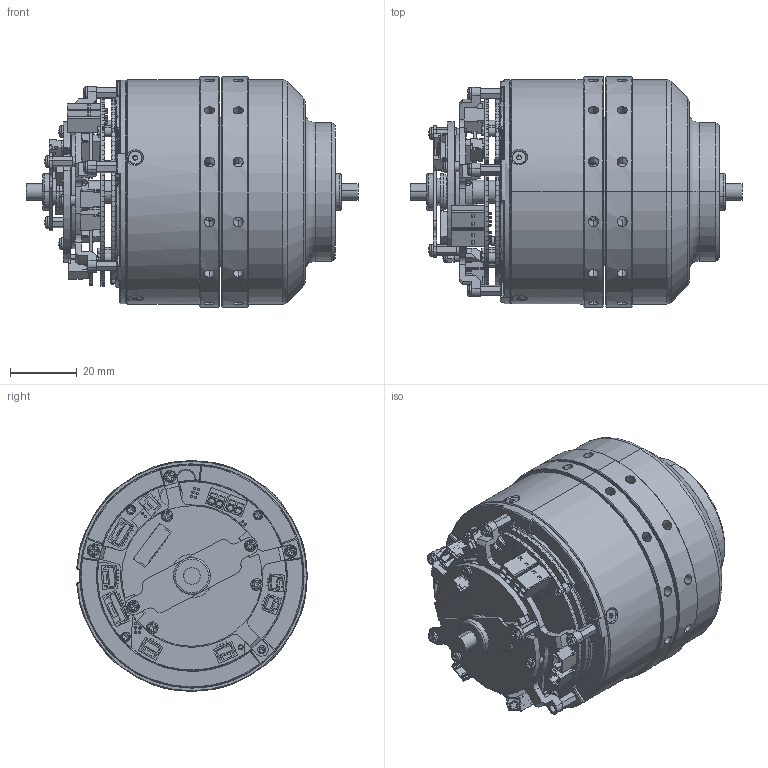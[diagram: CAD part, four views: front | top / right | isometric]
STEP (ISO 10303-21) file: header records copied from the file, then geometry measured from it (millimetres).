
FILE_DESCRIPTION (( 'STEP AP203' ), '1' );
FILE_NAME ('3821401-000000-002 MJB14壽誹耀郪-RevA3.STEP', '2023-09-11T06:54:33', ( '' ), ( '' ), 'SwSTEP 2.0', 'SolidWorks 2016', '' );
FILE_SCHEMA (( 'CONFIG_CONTROL_DESIGN' ));
Length unit declared in the file: millimetre
Products named in the file (1): 3821401-000000-002 MJB14壽誹耀郪-RevA3
Bounding box: 99.2 x 68.93 x 69 mm (x, y, z)
Volume: 216026.9 mm3; surface area: 59066.7 mm2
Topology: 43 solids, 65 shells, 4146 faces, 10871 edges, 7008 vertices
Faces by surface type: plane 2637, cylinder 1025, cone 317, sphere 80, torus 73, bspline 14
Entity records: 130437 total; most frequent: CARTESIAN_POINT 26882, ORIENTED_EDGE 21710, DIRECTION 21139, EDGE_CURVE 10855, VECTOR 7561, LINE 7561, VERTEX_POINT 7008, AXIS2_PLACEMENT_3D 6789
